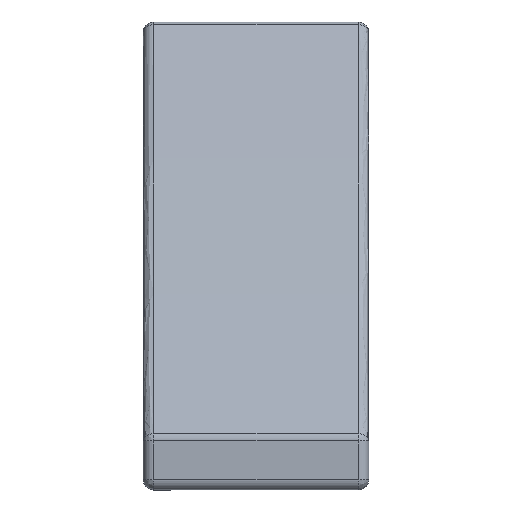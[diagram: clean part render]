
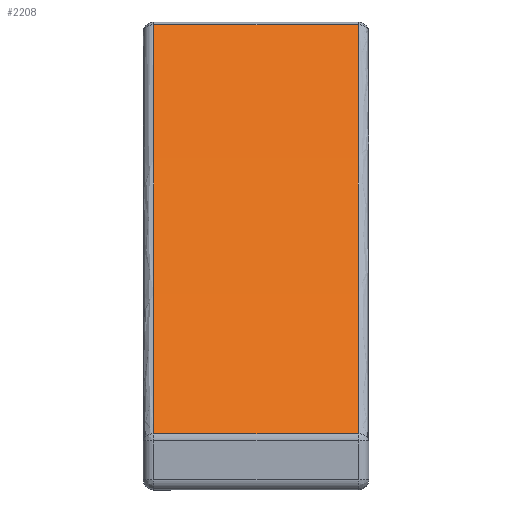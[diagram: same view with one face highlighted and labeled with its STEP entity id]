
A CAD part, front view. The second image highlights one B-rep face of the part: STEP entity #2208.
In plain terms, the highlighted cylindrical face has radius 1566.08 mm (diameter 3132.17 mm), a partial arc.
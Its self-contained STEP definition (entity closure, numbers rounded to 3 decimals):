
#36 = VERTEX_POINT ( 'NONE', #1900 ) ;
#73 = AXIS2_PLACEMENT_3D ( 'NONE', #880, #1906, #530 ) ;
#81 = LINE ( 'NONE', #1845, #1435 ) ;
#131 = CARTESIAN_POINT ( 'NONE',  ( 19.5, -41.859, -36.163 ) ) ;
#169 = VERTEX_POINT ( 'NONE', #1427 ) ;
#361 = EDGE_CURVE ( 'NONE', #36, #169, #81, .T. ) ;
#422 = AXIS2_PLACEMENT_3D ( 'NONE', #1663, #1671, #1491 ) ;
#438 = VECTOR ( 'NONE', #859, 1000. ) ;
#530 = DIRECTION ( 'NONE',  ( 0., 0., -1. ) ) ;
#604 = ORIENTED_EDGE ( 'NONE', *, *, #1728, .T. ) ;
#622 = FACE_OUTER_BOUND ( 'NONE', #1004, .T. ) ;
#795 = VERTEX_POINT ( 'NONE', #131 ) ;
#813 = DIRECTION ( 'NONE',  ( -1., 0., 0. ) ) ;
#859 = DIRECTION ( 'NONE',  ( 1., 0., 0. ) ) ;
#880 = CARTESIAN_POINT ( 'NONE',  ( 19.5, 1103.854, -1103.854 ) ) ;
#941 = CIRCLE ( 'NONE', #73, 1566.085 ) ;
#1004 = EDGE_LOOP ( 'NONE', ( #604, #1243, #1278, #2171 ) ) ;
#1243 = ORIENTED_EDGE ( 'NONE', *, *, #1541, .T. ) ;
#1263 = CIRCLE ( 'NONE', #422, 1566.085 ) ;
#1278 = ORIENTED_EDGE ( 'NONE', *, *, #1915, .T. ) ;
#1342 = CARTESIAN_POINT ( 'NONE',  ( -21.5, 1103.854, -1103.854 ) ) ;
#1426 = CYLINDRICAL_SURFACE ( 'NONE', #1543, 1566.085 ) ;
#1427 = CARTESIAN_POINT ( 'NONE',  ( -19.5, 36.163, 41.859 ) ) ;
#1435 = VECTOR ( 'NONE', #813, 1000. ) ;
#1449 = VERTEX_POINT ( 'NONE', #1993 ) ;
#1491 = DIRECTION ( 'NONE',  ( 0., 0., -1. ) ) ;
#1541 = EDGE_CURVE ( 'NONE', #1449, #795, #1566, .T. ) ;
#1543 = AXIS2_PLACEMENT_3D ( 'NONE', #1342, #1995, #1654 ) ;
#1566 = LINE ( 'NONE', #1735, #438 ) ;
#1654 = DIRECTION ( 'NONE',  ( 0., 0., -1. ) ) ;
#1663 = CARTESIAN_POINT ( 'NONE',  ( -19.5, 1103.854, -1103.854 ) ) ;
#1671 = DIRECTION ( 'NONE',  ( 1., 0., 0. ) ) ;
#1728 = EDGE_CURVE ( 'NONE', #169, #1449, #1263, .T. ) ;
#1735 = CARTESIAN_POINT ( 'NONE',  ( -21.5, -41.859, -36.163 ) ) ;
#1845 = CARTESIAN_POINT ( 'NONE',  ( -21.5, 36.163, 41.859 ) ) ;
#1900 = CARTESIAN_POINT ( 'NONE',  ( 19.5, 36.163, 41.859 ) ) ;
#1906 = DIRECTION ( 'NONE',  ( -1., 0., 0. ) ) ;
#1915 = EDGE_CURVE ( 'NONE', #795, #36, #941, .T. ) ;
#1993 = CARTESIAN_POINT ( 'NONE',  ( -19.5, -41.859, -36.163 ) ) ;
#1995 = DIRECTION ( 'NONE',  ( 1., 0., 0. ) ) ;
#2171 = ORIENTED_EDGE ( 'NONE', *, *, #361, .T. ) ;
#2208 = ADVANCED_FACE ( 'NONE', ( #622 ), #1426, .T. ) ;
